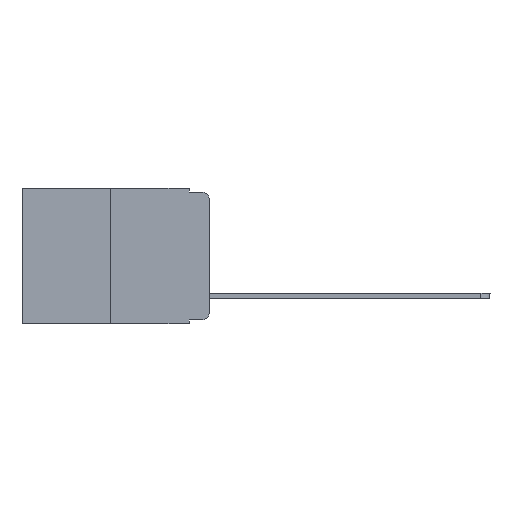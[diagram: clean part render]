
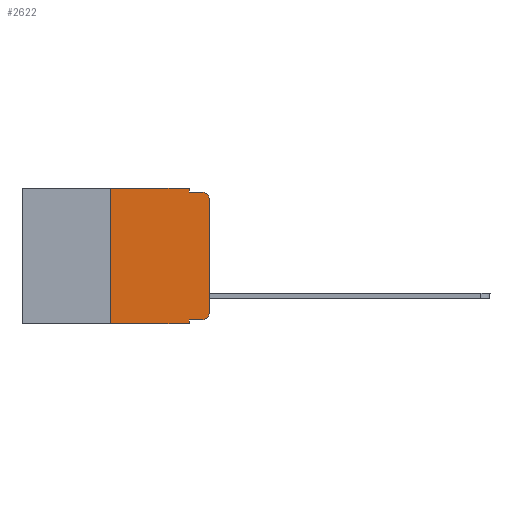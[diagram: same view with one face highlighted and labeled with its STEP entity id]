
A CAD part, left-side view. The second image highlights one B-rep face of the part: STEP entity #2622.
In plain terms, the highlighted planar face has unit normal (-1, 0, 0).
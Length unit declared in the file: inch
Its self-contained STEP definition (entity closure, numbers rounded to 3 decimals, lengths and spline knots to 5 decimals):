
#188 = CARTESIAN_POINT ( 'NONE',  ( 0., 0.25, -0.343 ) ) ;
#226 = DIRECTION ( 'NONE',  ( 0., 0., -1. ) ) ;
#290 = CARTESIAN_POINT ( 'NONE',  ( 0., 0.25, 0. ) ) ;
#312 = ORIENTED_EDGE ( 'NONE', *, *, #2073, .F. ) ;
#584 = EDGE_CURVE ( 'NONE', #12202, #12174, #13266, .T. ) ;
#907 = LINE ( 'NONE', #11238, #11328 ) ;
#987 = DIRECTION ( 'NONE',  ( 0., -1., 0. ) ) ;
#1075 = DIRECTION ( 'NONE',  ( -1., 0., 0. ) ) ;
#1225 = ORIENTED_EDGE ( 'NONE', *, *, #584, .F. ) ;
#1267 = CARTESIAN_POINT ( 'NONE',  ( 0., 0.051, -0.01 ) ) ;
#1525 = CARTESIAN_POINT ( 'NONE',  ( 0., 0.25, 0. ) ) ;
#1792 = DIRECTION ( 'NONE',  ( 0., 0., -1. ) ) ;
#2006 = CARTESIAN_POINT ( 'NONE',  ( 0., 0.02, -0.01 ) ) ;
#2073 = EDGE_CURVE ( 'NONE', #5395, #13513, #5864, .T. ) ;
#2223 = CARTESIAN_POINT ( 'NONE',  ( 0., 0.473, -0.343 ) ) ;
#2446 = VERTEX_POINT ( 'NONE', #188 ) ;
#2457 = VECTOR ( 'NONE', #7790, 39.37008 ) ;
#2564 = VECTOR ( 'NONE', #13781, 39.37008 ) ;
#2568 = ORIENTED_EDGE ( 'NONE', *, *, #16843, .F. ) ;
#2573 = ORIENTED_EDGE ( 'NONE', *, *, #2777, .F. ) ;
#2622 = ADVANCED_FACE ( 'NONE', ( #13736 ), #7943, .F. ) ;
#2777 = EDGE_CURVE ( 'NONE', #12174, #13699, #15590, .T. ) ;
#2791 = ORIENTED_EDGE ( 'NONE', *, *, #15168, .T. ) ;
#3012 = CARTESIAN_POINT ( 'NONE',  ( 0., 0., -0.03 ) ) ;
#3054 = CARTESIAN_POINT ( 'NONE',  ( 0., 0.02, -0.03 ) ) ;
#3183 = DIRECTION ( 'NONE',  ( -1., 0., 0. ) ) ;
#3286 = DIRECTION ( 'NONE',  ( 0., 0., 1. ) ) ;
#3367 = VECTOR ( 'NONE', #3581, 39.37008 ) ;
#3409 = CARTESIAN_POINT ( 'NONE',  ( 0., 0.02, -0.333 ) ) ;
#3581 = DIRECTION ( 'NONE',  ( 0., 0., -1. ) ) ;
#3586 = LINE ( 'NONE', #290, #6770 ) ;
#3655 = CIRCLE ( 'NONE', #12128, 0.02 ) ;
#3736 = CARTESIAN_POINT ( 'NONE',  ( 0., 0.051, -0.01 ) ) ;
#4050 = ORIENTED_EDGE ( 'NONE', *, *, #16261, .T. ) ;
#5155 = VERTEX_POINT ( 'NONE', #9611 ) ;
#5395 = VERTEX_POINT ( 'NONE', #7261 ) ;
#5864 = LINE ( 'NONE', #18137, #3367 ) ;
#6122 = AXIS2_PLACEMENT_3D ( 'NONE', #7756, #12022, #7875 ) ;
#6545 = LINE ( 'NONE', #16507, #2457 ) ;
#6770 = VECTOR ( 'NONE', #3286, 39.37008 ) ;
#6943 = VECTOR ( 'NONE', #226, 39.37008 ) ;
#7122 = VERTEX_POINT ( 'NONE', #3012 ) ;
#7261 = CARTESIAN_POINT ( 'NONE',  ( 0., 0.051, -0.333 ) ) ;
#7335 = LINE ( 'NONE', #2223, #2564 ) ;
#7756 = CARTESIAN_POINT ( 'NONE',  ( 0., 0.473, 0. ) ) ;
#7790 = DIRECTION ( 'NONE',  ( 0., -1., 0. ) ) ;
#7875 = DIRECTION ( 'NONE',  ( 0., 0., -1. ) ) ;
#7889 = EDGE_CURVE ( 'NONE', #2446, #13513, #7335, .T. ) ;
#7943 = PLANE ( 'NONE',  #6122 ) ;
#8124 = DIRECTION ( 'NONE',  ( 0., -1., 0. ) ) ;
#8244 = DIRECTION ( 'NONE',  ( 0., 0., 1. ) ) ;
#8883 = CARTESIAN_POINT ( 'NONE',  ( 0., 0.051, 0. ) ) ;
#9582 = EDGE_CURVE ( 'NONE', #13118, #5155, #3655, .T. ) ;
#9611 = CARTESIAN_POINT ( 'NONE',  ( 0., 0., -0.313 ) ) ;
#9637 = ORIENTED_EDGE ( 'NONE', *, *, #7889, .T. ) ;
#10674 = EDGE_CURVE ( 'NONE', #5155, #7122, #11075, .T. ) ;
#11073 = CIRCLE ( 'NONE', #18791, 0.02 ) ;
#11075 = LINE ( 'NONE', #13718, #12891 ) ;
#11146 = EDGE_CURVE ( 'NONE', #12245, #12202, #6545, .T. ) ;
#11238 = CARTESIAN_POINT ( 'NONE',  ( 0., 0.051, -0.333 ) ) ;
#11328 = VECTOR ( 'NONE', #987, 39.37008 ) ;
#12022 = DIRECTION ( 'NONE',  ( 1., 0., 0. ) ) ;
#12128 = AXIS2_PLACEMENT_3D ( 'NONE', #12460, #1075, #15594 ) ;
#12174 = VERTEX_POINT ( 'NONE', #1267 ) ;
#12202 = VERTEX_POINT ( 'NONE', #8883 ) ;
#12245 = VERTEX_POINT ( 'NONE', #1525 ) ;
#12460 = CARTESIAN_POINT ( 'NONE',  ( 0., 0.02, -0.313 ) ) ;
#12468 = ORIENTED_EDGE ( 'NONE', *, *, #10674, .T. ) ;
#12891 = VECTOR ( 'NONE', #8244, 39.37008 ) ;
#12951 = ORIENTED_EDGE ( 'NONE', *, *, #11146, .F. ) ;
#13118 = VERTEX_POINT ( 'NONE', #3409 ) ;
#13266 = LINE ( 'NONE', #14745, #6943 ) ;
#13513 = VERTEX_POINT ( 'NONE', #14397 ) ;
#13699 = VERTEX_POINT ( 'NONE', #2006 ) ;
#13718 = CARTESIAN_POINT ( 'NONE',  ( 0., 0., 0. ) ) ;
#13736 = FACE_OUTER_BOUND ( 'NONE', #18303, .T. ) ;
#13781 = DIRECTION ( 'NONE',  ( 0., -1., 0. ) ) ;
#14397 = CARTESIAN_POINT ( 'NONE',  ( 0., 0.051, -0.343 ) ) ;
#14745 = CARTESIAN_POINT ( 'NONE',  ( 0., 0.051, 0. ) ) ;
#15132 = VECTOR ( 'NONE', #8124, 39.37008 ) ;
#15168 = EDGE_CURVE ( 'NONE', #5395, #13118, #907, .T. ) ;
#15590 = LINE ( 'NONE', #3736, #15132 ) ;
#15594 = DIRECTION ( 'NONE',  ( 0., 0., -1. ) ) ;
#16261 = EDGE_CURVE ( 'NONE', #7122, #13699, #11073, .T. ) ;
#16507 = CARTESIAN_POINT ( 'NONE',  ( 0., 0.473, 0. ) ) ;
#16843 = EDGE_CURVE ( 'NONE', #2446, #12245, #3586, .T. ) ;
#18137 = CARTESIAN_POINT ( 'NONE',  ( 0., 0.051, 0. ) ) ;
#18153 = ORIENTED_EDGE ( 'NONE', *, *, #9582, .T. ) ;
#18303 = EDGE_LOOP ( 'NONE', ( #12468, #4050, #2573, #1225, #12951, #2568, #9637, #312, #2791, #18153 ) ) ;
#18791 = AXIS2_PLACEMENT_3D ( 'NONE', #3054, #3183, #1792 ) ;
